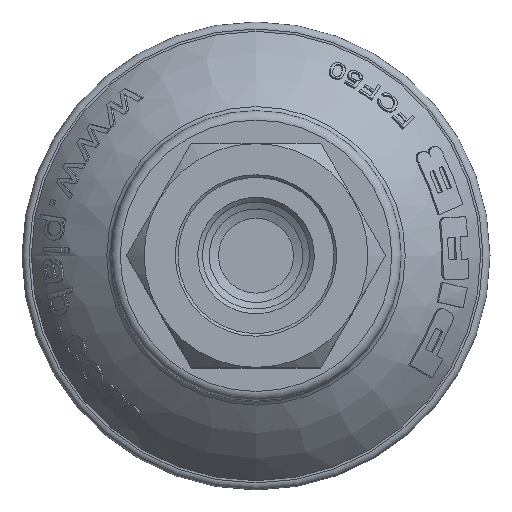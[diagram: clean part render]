
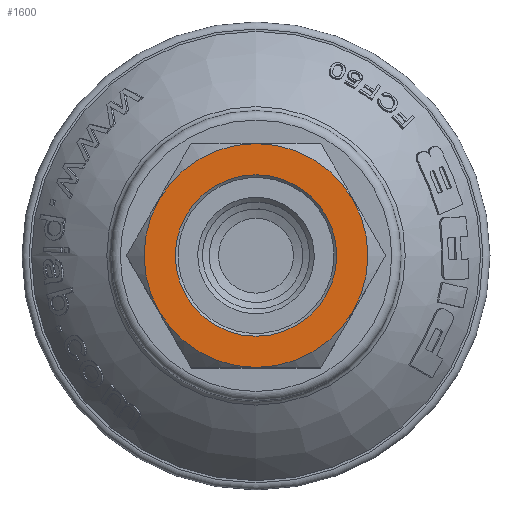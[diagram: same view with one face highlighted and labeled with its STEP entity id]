
A CAD part, top view. The second image highlights one B-rep face of the part: STEP entity #1600.
In plain terms, the highlighted planar face has unit normal (0, 0, 1).
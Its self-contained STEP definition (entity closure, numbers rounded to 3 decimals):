
#1600 = ADVANCED_FACE( '', ( #3136, #3137 ), #3138, .F. );
#3136 = FACE_OUTER_BOUND( '', #5630, .T. );
#3137 = FACE_BOUND( '', #5631, .T. );
#3138 = PLANE( '', #5632 );
#5630 = EDGE_LOOP( '', ( #6521 ) );
#5631 = EDGE_LOOP( '', ( #6522 ) );
#5632 = AXIS2_PLACEMENT_3D( '', #6523, #6524, #6525 );
#6521 = ORIENTED_EDGE( '', *, *, #7787, .T. );
#6522 = ORIENTED_EDGE( '', *, *, #7805, .T. );
#6523 = CARTESIAN_POINT( '', ( 0., 0., 0. ) );
#6524 = DIRECTION( '', ( 0., 0., -1. ) );
#6525 = DIRECTION( '', ( -1., 0., 0. ) );
#7787 = EDGE_CURVE( '', #11782, #11782, #11783, .T. );
#7805 = EDGE_CURVE( '', #11814, #11814, #11815, .T. );
#11782 = VERTEX_POINT( '', #12068 );
#11783 = CIRCLE( '', #12069, 11.956 );
#11814 = VERTEX_POINT( '', #12233 );
#11815 = CIRCLE( '', #12234, 8.625 );
#12068 = CARTESIAN_POINT( '', ( 11.956, 0., 0. ) );
#12069 = AXIS2_PLACEMENT_3D( '', #12294, #12295, #12296 );
#12233 = CARTESIAN_POINT( '', ( -8.625, 0., 0. ) );
#12234 = AXIS2_PLACEMENT_3D( '', #12308, #12309, #12310 );
#12294 = CARTESIAN_POINT( '', ( 0., 0., 0. ) );
#12295 = DIRECTION( '', ( 0., 0., 1. ) );
#12296 = DIRECTION( '', ( 1., 0., 0. ) );
#12308 = CARTESIAN_POINT( '', ( 0., 0., 0. ) );
#12309 = DIRECTION( '', ( 0., 0., -1. ) );
#12310 = DIRECTION( '', ( -1., 0., 0. ) );
